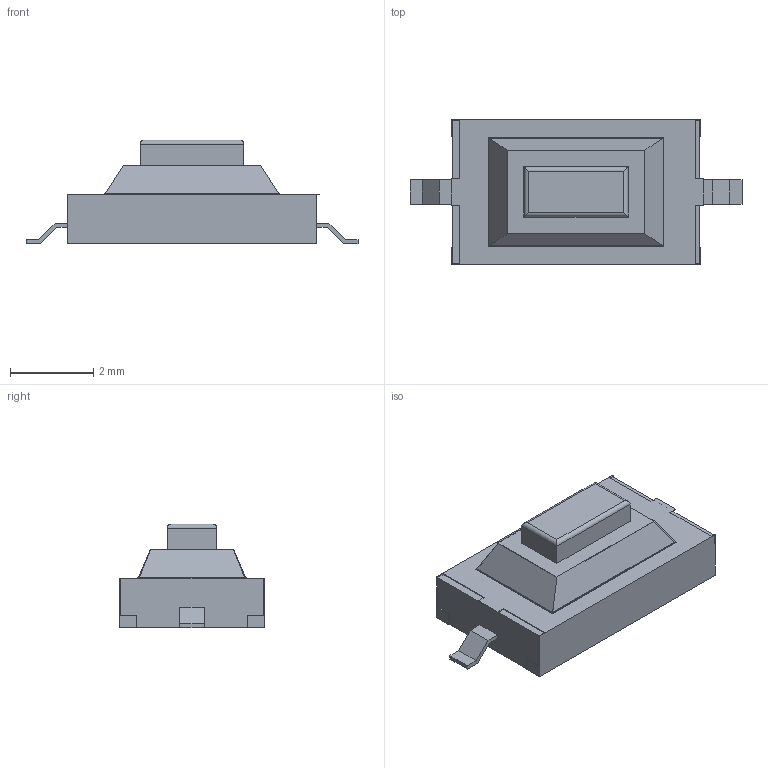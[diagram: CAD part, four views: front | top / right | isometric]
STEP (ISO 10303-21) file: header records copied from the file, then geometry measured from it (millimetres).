
FILE_DESCRIPTION(('FreeCAD Model'),'2;1');
FILE_NAME('SW_SPST_CK_RS282G05A3.step', '2018-05-06T13:11:37',('fAnDrEs'),(''), 'Open CASCADE STEP processor 6.8','FreeCAD','Unknown');
FILE_SCHEMA(('AUTOMOTIVE_DESIGN_CC2 { 1 2 10303 214 -1 1 5 4 }'));
Length unit declared in the file: millimetre
Products named in the file (1): SW_SPST_CK_RS282G05A3
Bounding box: 8 x 3.5 x 2.5 mm (x, y, z)
Volume: 29 mm3; surface area: 104.4 mm2
Topology: 1 solids, 1 shells, 109 faces, 280 edges, 184 vertices
Faces by surface type: plane 101, cylinder 8
Entity records: 2251 total; most frequent: ORIENTED_EDGE 460, EDGE_CURVE 280, CARTESIAN_POINT 275, LINE 252, VERTEX_POINT 184, FACE_BOUND 120, EDGE_LOOP 120, AXIS2_PLACEMENT_3D 111
